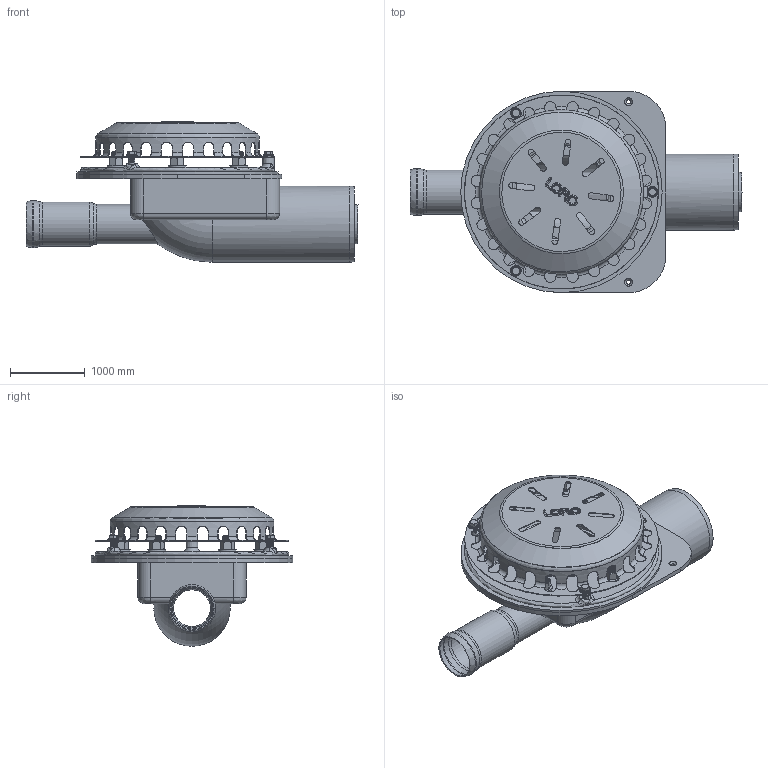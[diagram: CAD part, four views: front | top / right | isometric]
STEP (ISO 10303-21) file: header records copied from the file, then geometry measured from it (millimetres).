
FILE_DESCRIPTION(/* description */ (''),/* implementation_level */ '2;1');
FILE_NAME(/* name */ '13441.BD0X_3D.stp',/* time_stamp */ '2024-12-11T14:46:19+01:00',/* author */ ('CAD'),/* organization */ (''),/* preprocessor_version */ 'ST-DEVELOPER v20',/* originating_system */ 'AutoCAD Mechanical',/* authorisation */ '');
FILE_SCHEMA (('AUTOMOTIVE_DESIGN { 1 0 10303 214 3 1 1 }'));
Length unit declared in the file: centimetre
Products named in the file (3): Product; 1; *S1
Assembly tree (4 placements, depth 2):
  Product
    1  x3
    *S1
Bounding box: 4450 x 2700 x 1882.5 mm (x, y, z)
Volume: 1082184367.1 mm3; surface area: 80633725 mm2
Topology: 33 solids, 33 shells, 1581 faces, 4030 edges, 2494 vertices
Faces by surface type: plane 680, cone 396, cylinder 356, torus 123, bspline 23, sphere 3
Full cylindrical faces by diameter (mm): 55 x2, 70 x6, 80 x15, 105 x2, 120 x150, 130 x6, 160 x12, 240 x6, 500 x1, 530 x1, 560 x1, 590 x1, 600 x1, 630 x1, 980 x1, 1020 x1, 1220 x1, 1300 x1, 2180 x1, 2200 x1, 2600 x1, 2700 x1
Entity records: 52448 total; most frequent: CARTESIAN_POINT 15529, ORIENTED_EDGE 7736, DIRECTION 7621, EDGE_CURVE 3868, AXIS2_PLACEMENT_3D 2634, VERTEX_POINT 2386, LINE 2353, VECTOR 2353
